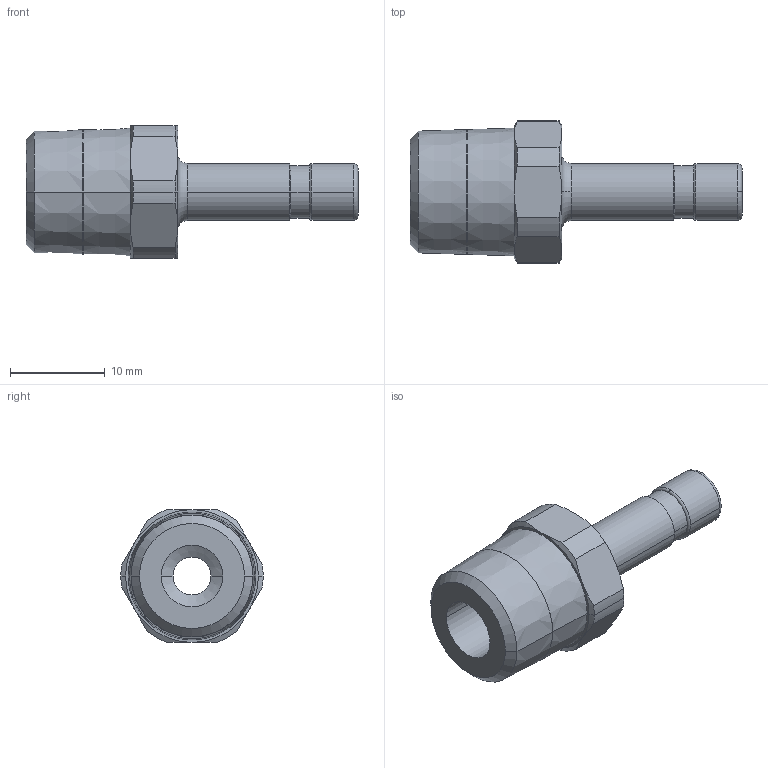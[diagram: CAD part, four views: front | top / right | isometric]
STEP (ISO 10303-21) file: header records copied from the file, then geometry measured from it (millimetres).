
FILE_DESCRIPTION(('STEP AP214'),'1');
FILE_NAME('3821_06_13.stp','2016-07-07T14:27:32',('TraceParts'),('TraceParts S.A.'),'Spatial InterOp 3D',' ',' ');
FILE_SCHEMA(('automotive_design'));
Length unit declared in the file: millimetre
Products named in the file (1): 1
Bounding box: 35 x 15 x 14 mm (x, y, z)
Volume: 2158.1 mm3; surface area: 1881.6 mm2
Topology: 1 solids, 1 shells, 64 faces, 149 edges, 91 vertices
Faces by surface type: cone 26, cylinder 20, plane 12, torus 6
Entity records: 1882 total; most frequent: CARTESIAN_POINT 401, DIRECTION 341, ORIENTED_EDGE 298, AXIS2_PLACEMENT_3D 151, EDGE_CURVE 149, VERTEX_POINT 91, CIRCLE 86, EDGE_LOOP 70
